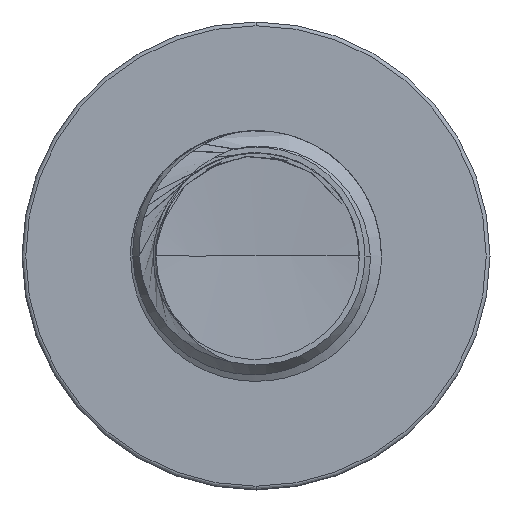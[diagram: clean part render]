
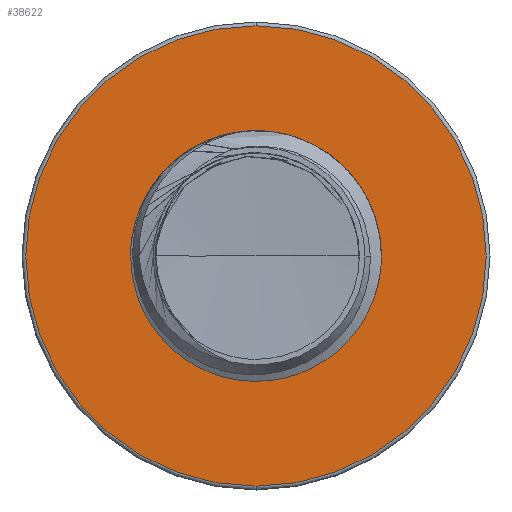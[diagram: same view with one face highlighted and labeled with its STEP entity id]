
A CAD part, front view. The second image highlights one B-rep face of the part: STEP entity #38622.
In plain terms, the highlighted planar face has unit normal (0, -1, 0).
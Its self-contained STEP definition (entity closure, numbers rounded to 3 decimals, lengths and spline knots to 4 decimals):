
#585 = VERTEX_POINT ( 'NONE', #36637 ) ;
#1197 = DIRECTION ( 'NONE',  ( 0., -1., 0. ) ) ;
#2961 = VERTEX_POINT ( 'NONE', #19235 ) ;
#3775 = CARTESIAN_POINT ( 'NONE',  ( 0., 22.5, -2.755 ) ) ;
#3853 = AXIS2_PLACEMENT_3D ( 'NONE', #15895, #41276, #19666 ) ;
#4187 = CIRCLE ( 'NONE', #3853, 1.4363 ) ;
#6513 = ORIENTED_EDGE ( 'NONE', *, *, #8197, .T. ) ;
#7745 = EDGE_CURVE ( 'NONE', #31685, #32705, #12189, .T. ) ;
#7996 = DIRECTION ( 'NONE',  ( 0., 0., -1. ) ) ;
#8197 = EDGE_CURVE ( 'NONE', #32705, #31685, #37898, .T. ) ;
#8645 = AXIS2_PLACEMENT_3D ( 'NONE', #23763, #1197, #27423 ) ;
#8816 = ORIENTED_EDGE ( 'NONE', *, *, #36070, .F. ) ;
#8848 = EDGE_LOOP ( 'NONE', ( #11305, #6513 ) ) ;
#10117 = CARTESIAN_POINT ( 'NONE',  ( 0., 22.5, 0. ) ) ;
#11305 = ORIENTED_EDGE ( 'NONE', *, *, #7745, .T. ) ;
#12189 = CIRCLE ( 'NONE', #47325, 2.755 ) ;
#12733 = AXIS2_PLACEMENT_3D ( 'NONE', #19351, #30407, #7996 ) ;
#13988 = DIRECTION ( 'NONE',  ( 0., 0., -1. ) ) ;
#15895 = CARTESIAN_POINT ( 'NONE',  ( 0., 22.5, 0. ) ) ;
#15990 = CARTESIAN_POINT ( 'NONE',  ( 0., 22.5, 0. ) ) ;
#19235 = CARTESIAN_POINT ( 'NONE',  ( 0., 22.5, -1.4363 ) ) ;
#19351 = CARTESIAN_POINT ( 'NONE',  ( 0., 22.5, 1.4363 ) ) ;
#19408 = CARTESIAN_POINT ( 'NONE',  ( 0., 22.5, 2.755 ) ) ;
#19666 = DIRECTION ( 'NONE',  ( 0., 0., -1. ) ) ;
#19760 = DIRECTION ( 'NONE',  ( 0., 0., -1. ) ) ;
#20677 = FACE_BOUND ( 'NONE', #28407, .T. ) ;
#23763 = CARTESIAN_POINT ( 'NONE',  ( 0., 22.5, 0. ) ) ;
#27423 = DIRECTION ( 'NONE',  ( 0., 0., -1. ) ) ;
#28407 = EDGE_LOOP ( 'NONE', ( #8816, #42203 ) ) ;
#30124 = PLANE ( 'NONE',  #12733 ) ;
#30407 = DIRECTION ( 'NONE',  ( 0., -1., 0. ) ) ;
#31685 = VERTEX_POINT ( 'NONE', #3775 ) ;
#32705 = VERTEX_POINT ( 'NONE', #19408 ) ;
#35847 = DIRECTION ( 'NONE',  ( 0., -1., 0. ) ) ;
#36070 = EDGE_CURVE ( 'NONE', #2961, #585, #4187, .T. ) ;
#36637 = CARTESIAN_POINT ( 'NONE',  ( 0., 22.5, 1.4363 ) ) ;
#36953 = AXIS2_PLACEMENT_3D ( 'NONE', #10117, #35847, #13988 ) ;
#37898 = CIRCLE ( 'NONE', #36953, 2.755 ) ;
#38622 = ADVANCED_FACE ( 'NONE', ( #40949, #20677 ), #30124, .T. ) ;
#40949 = FACE_OUTER_BOUND ( 'NONE', #8848, .T. ) ;
#41276 = DIRECTION ( 'NONE',  ( 0., -1., 0. ) ) ;
#41367 = DIRECTION ( 'NONE',  ( 0., -1., 0. ) ) ;
#42203 = ORIENTED_EDGE ( 'NONE', *, *, #47179, .F. ) ;
#47179 = EDGE_CURVE ( 'NONE', #585, #2961, #47375, .T. ) ;
#47325 = AXIS2_PLACEMENT_3D ( 'NONE', #15990, #41367, #19760 ) ;
#47375 = CIRCLE ( 'NONE', #8645, 1.4363 ) ;
